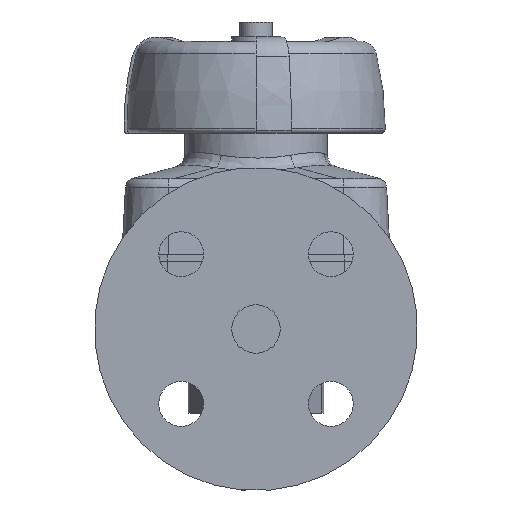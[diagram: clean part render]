
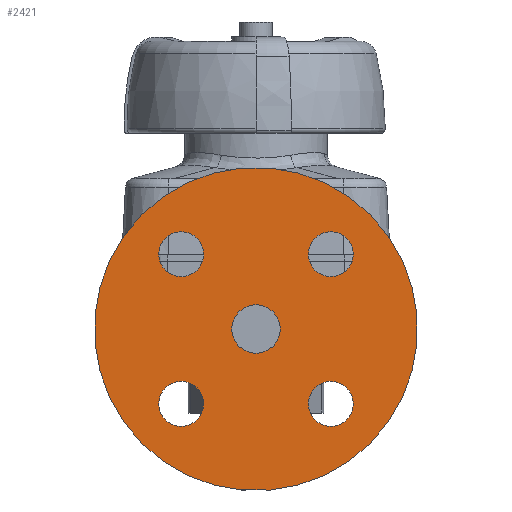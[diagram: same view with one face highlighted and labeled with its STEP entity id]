
A CAD part, left-side view. The second image highlights one B-rep face of the part: STEP entity #2421.
In plain terms, the highlighted face is planar.
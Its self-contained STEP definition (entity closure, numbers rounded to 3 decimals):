
#179=FACE_BOUND($,#556,.T.);
#180=FACE_BOUND($,#557,.T.);
#181=FACE_BOUND($,#558,.T.);
#182=FACE_BOUND($,#559,.T.);
#183=FACE_BOUND($,#560,.T.);
#184=FACE_BOUND($,#561,.T.);
#556=EDGE_LOOP($,(#2207));
#557=EDGE_LOOP($,(#2208));
#558=EDGE_LOOP($,(#2209));
#559=EDGE_LOOP($,(#2210));
#560=EDGE_LOOP($,(#2211));
#561=EDGE_LOOP($,(#2212));
#964=CIRCLE($,#2729,6.95);
#966=CIRCLE($,#2732,6.95);
#968=CIRCLE($,#2735,6.95);
#970=CIRCLE($,#2738,6.95);
#974=CIRCLE($,#2745,50.);
#975=CIRCLE($,#2747,7.5);
#1197=VERTEX_POINT($,#5311);
#1199=VERTEX_POINT($,#5316);
#1201=VERTEX_POINT($,#5321);
#1203=VERTEX_POINT($,#5326);
#1207=VERTEX_POINT($,#5337);
#1208=VERTEX_POINT($,#5340);
#1533=EDGE_CURVE($,#1197,#1197,#964,.T.);
#1535=EDGE_CURVE($,#1199,#1199,#966,.T.);
#1537=EDGE_CURVE($,#1201,#1201,#968,.T.);
#1539=EDGE_CURVE($,#1203,#1203,#970,.T.);
#1543=EDGE_CURVE($,#1207,#1207,#974,.T.);
#1544=EDGE_CURVE($,#1208,#1208,#975,.T.);
#2207=ORIENTED_EDGE($,*,*,#1533,.T.);
#2208=ORIENTED_EDGE($,*,*,#1535,.T.);
#2209=ORIENTED_EDGE($,*,*,#1537,.T.);
#2210=ORIENTED_EDGE($,*,*,#1539,.T.);
#2211=ORIENTED_EDGE($,*,*,#1543,.T.);
#2212=ORIENTED_EDGE($,*,*,#1544,.F.);
#2275=PLANE($,#2746);
#2421=ADVANCED_FACE($,(#179,#180,#181,#182,#183,#184),#2275,.T.);
#2729=AXIS2_PLACEMENT_3D($,#5312,#3479,#3480);
#2732=AXIS2_PLACEMENT_3D($,#5317,#3485,#3486);
#2735=AXIS2_PLACEMENT_3D($,#5322,#3491,#3492);
#2738=AXIS2_PLACEMENT_3D($,#5327,#3497,#3498);
#2745=AXIS2_PLACEMENT_3D($,#5338,#3511,#3512);
#2746=AXIS2_PLACEMENT_3D($,#5339,#3513,#3514);
#2747=AXIS2_PLACEMENT_3D($,#5341,#3515,#3516);
#3479=DIRECTION('center_axis',(0.,0.,-1.));
#3480=DIRECTION('ref_axis',(0.,1.,0.));
#3485=DIRECTION('center_axis',(0.,0.,-1.));
#3486=DIRECTION('ref_axis',(1.,0.,0.));
#3491=DIRECTION('center_axis',(0.,0.,-1.));
#3492=DIRECTION('ref_axis',(0.,-1.,0.));
#3497=DIRECTION('center_axis',(0.,0.,-1.));
#3498=DIRECTION('ref_axis',(-1.,0.,0.));
#3511=DIRECTION('center_axis',(0.,0.,1.));
#3512=DIRECTION('ref_axis',(1.,0.,0.));
#3513=DIRECTION('center_axis',(0.,0.,1.));
#3514=DIRECTION('ref_axis',(1.,0.,0.));
#3515=DIRECTION('center_axis',(0.,0.,1.));
#3516=DIRECTION('ref_axis',(1.,0.,0.));
#5311=CARTESIAN_POINT('',(0.,25.8,19.5));
#5312=CARTESIAN_POINT('Origin',(0.,32.75,19.5));
#5316=CARTESIAN_POINT('',(25.8,0.,19.5));
#5317=CARTESIAN_POINT('Origin',(32.75,0.,19.5));
#5321=CARTESIAN_POINT('',(0.,-25.8,19.5));
#5322=CARTESIAN_POINT('Origin',(0.,-32.75,19.5));
#5326=CARTESIAN_POINT('',(-25.8,0.,19.5));
#5327=CARTESIAN_POINT('Origin',(-32.75,0.,19.5));
#5337=CARTESIAN_POINT('',(0.,-50.,19.5));
#5338=CARTESIAN_POINT('Origin',(0.,0.,19.5));
#5339=CARTESIAN_POINT('Origin',(0.,-7.5,19.5));
#5340=CARTESIAN_POINT('',(0.,-7.5,19.5));
#5341=CARTESIAN_POINT('Origin',(0.,0.,19.5));
